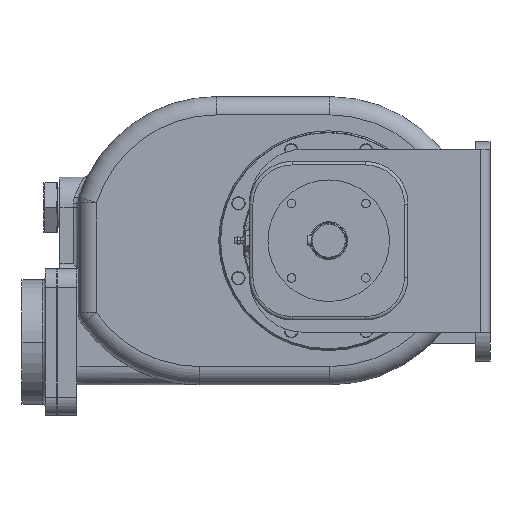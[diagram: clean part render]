
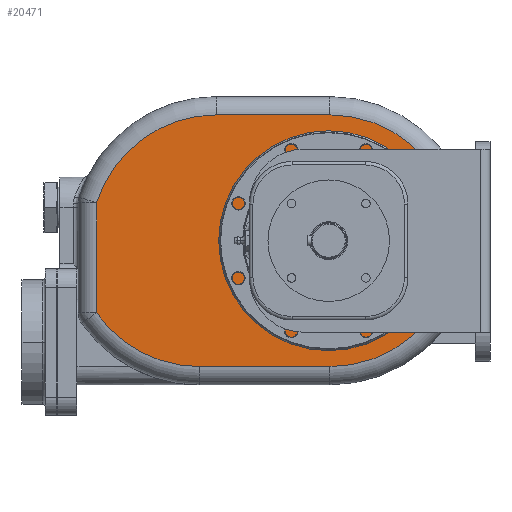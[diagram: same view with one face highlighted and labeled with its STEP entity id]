
A CAD part, left-side view. The second image highlights one B-rep face of the part: STEP entity #20471.
In plain terms, the highlighted planar face has unit normal (-1, 0, 0).
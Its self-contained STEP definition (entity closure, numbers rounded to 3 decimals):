
#2881=DIRECTION('',(0.,0.,-1.));
#2882=VECTOR('',#2881,90.);
#2883=CARTESIAN_POINT('',(-55.5,310.,31.));
#2884=LINE('',#2883,#2882);
#2885=CARTESIAN_POINT('',(-55.5,211.776,0.));
#2886=DIRECTION('',(-1.,0.,0.));
#2887=DIRECTION('',(0.,0.,1.));
#2888=AXIS2_PLACEMENT_3D('',#2885,#2886,#2887);
#2890=DIRECTION('',(0.,1.,0.));
#2891=VECTOR('',#2890,92.776);
#2892=CARTESIAN_POINT('',(-55.5,119.,103.));
#2893=LINE('',#2892,#2891);
#2894=CARTESIAN_POINT('',(-55.5,119.,0.));
#2895=DIRECTION('',(-1.,0.,0.));
#2896=DIRECTION('',(0.,0.,-1.));
#2897=AXIS2_PLACEMENT_3D('',#2894,#2895,#2896);
#2899=DIRECTION('',(0.,-1.,0.));
#2900=VECTOR('',#2899,106.573);
#2901=CARTESIAN_POINT('',(-55.5,225.573,-103.));
#2902=LINE('',#2901,#2900);
#2903=CARTESIAN_POINT('',(-55.5,225.573,0.));
#2904=DIRECTION('',(-1.,0.,0.));
#2905=DIRECTION('',(0.,0.82,-0.573));
#2906=AXIS2_PLACEMENT_3D('',#2903,#2904,#2905);
#2908=CARTESIAN_POINT('',(-55.5,120.,0.));
#2909=DIRECTION('',(1.,0.,0.));
#2910=DIRECTION('',(0.,0.,1.));
#2911=AXIS2_PLACEMENT_3D('',#2908,#2909,#2910);
#2913=CARTESIAN_POINT('',(-55.5,120.,0.));
#2914=DIRECTION('',(1.,0.,0.));
#2915=DIRECTION('',(0.,0.,-1.));
#2916=AXIS2_PLACEMENT_3D('',#2913,#2914,#2915);
#14919=CARTESIAN_POINT('',(-55.5,310.,31.));
#14920=CARTESIAN_POINT('',(-55.5,310.,-59.));
#14921=VERTEX_POINT('',#14919);
#14922=VERTEX_POINT('',#14920);
#14923=CARTESIAN_POINT('',(-55.5,225.573,-103.));
#14924=VERTEX_POINT('',#14923);
#14929=CARTESIAN_POINT('',(-55.5,119.,-103.));
#14930=VERTEX_POINT('',#14929);
#14933=CARTESIAN_POINT('',(-55.5,119.,103.));
#14934=VERTEX_POINT('',#14933);
#14937=CARTESIAN_POINT('',(-55.5,211.776,103.));
#14938=VERTEX_POINT('',#14937);
#16034=CARTESIAN_POINT('',(-55.5,120.,70.));
#16035=CARTESIAN_POINT('',(-55.5,120.,-70.));
#16036=VERTEX_POINT('',#16034);
#16037=VERTEX_POINT('',#16035);
#20447=CARTESIAN_POINT('',(-55.5,120.,0.));
#20448=DIRECTION('',(1.,0.,0.));
#20449=DIRECTION('',(0.,0.,1.));
#20450=AXIS2_PLACEMENT_3D('',#20447,#20448,#20449);
#20451=PLANE('',#20450);
#20453=ORIENTED_EDGE('',*,*,#20452,.F.);
#20455=ORIENTED_EDGE('',*,*,#20454,.F.);
#20457=ORIENTED_EDGE('',*,*,#20456,.F.);
#20459=ORIENTED_EDGE('',*,*,#20458,.F.);
#20461=ORIENTED_EDGE('',*,*,#20460,.F.);
#20462=ORIENTED_EDGE('',*,*,#20437,.F.);
#20463=EDGE_LOOP('',(#20453,#20455,#20457,#20459,#20461,#20462));
#20464=FACE_OUTER_BOUND('',#20463,.F.);
#20466=ORIENTED_EDGE('',*,*,#20465,.F.);
#20468=ORIENTED_EDGE('',*,*,#20467,.F.);
#20469=EDGE_LOOP('',(#20466,#20468));
#20470=FACE_BOUND('',#20469,.F.);
#20471=ADVANCED_FACE('',(#20464,#20470),#20451,.F.);
#2889=CIRCLE('',#2888,103.);
#2898=CIRCLE('',#2897,103.);
#2907=CIRCLE('',#2906,103.);
#2912=CIRCLE('',#2911,70.);
#2917=CIRCLE('',#2916,70.);
#20437=EDGE_CURVE('',#14922,#14924,#2907,.T.);
#20452=EDGE_CURVE('',#14921,#14922,#2884,.T.);
#20454=EDGE_CURVE('',#14938,#14921,#2889,.T.);
#20456=EDGE_CURVE('',#14934,#14938,#2893,.T.);
#20458=EDGE_CURVE('',#14930,#14934,#2898,.T.);
#20460=EDGE_CURVE('',#14924,#14930,#2902,.T.);
#20465=EDGE_CURVE('',#16036,#16037,#2912,.T.);
#20467=EDGE_CURVE('',#16037,#16036,#2917,.T.);
